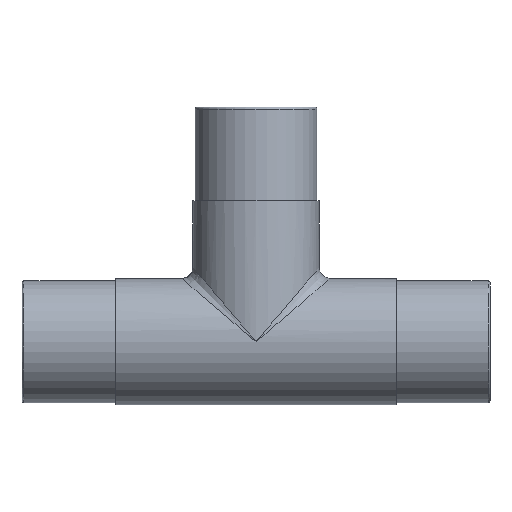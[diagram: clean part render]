
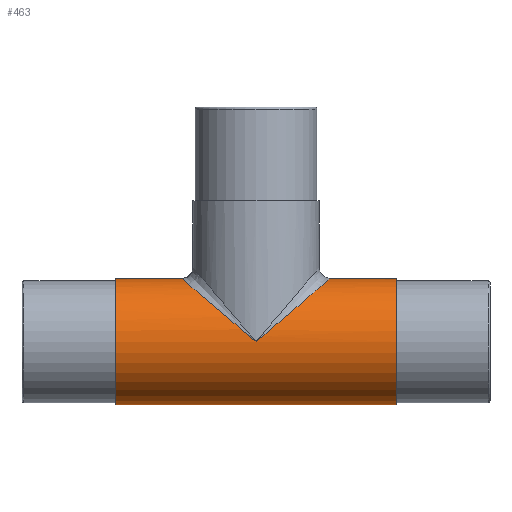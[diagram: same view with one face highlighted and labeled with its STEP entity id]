
A CAD part, front view. The second image highlights one B-rep face of the part: STEP entity #463.
In plain terms, the highlighted cylindrical face has radius 16.85 mm (diameter 33.7 mm), a partial arc.
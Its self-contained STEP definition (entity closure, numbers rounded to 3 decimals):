
#10 = EDGE_CURVE ( 'NONE', #1105, #1057, #162, .T. ) ;
#54 = AXIS2_PLACEMENT_3D ( 'NONE', #1051, #411, #840 ) ;
#89 = CARTESIAN_POINT ( 'NONE',  ( -37.5, 0., 16.85 ) ) ;
#115 = CARTESIAN_POINT ( 'NONE',  ( -37.5, 0., -16.85 ) ) ;
#142 = ORIENTED_EDGE ( 'NONE', *, *, #277, .T. ) ;
#144 = CARTESIAN_POINT ( 'NONE',  ( 0., -16.85, 0. ) ) ;
#162 = LINE ( 'NONE', #260, #251 ) ;
#183 = CYLINDRICAL_SURFACE ( 'NONE', #54, 16.85 ) ;
#186 = CARTESIAN_POINT ( 'NONE',  ( -11.628, -16.85, 9.871 ) ) ;
#251 = VECTOR ( 'NONE', #1036, 1000. ) ;
#260 = CARTESIAN_POINT ( 'NONE',  ( -37.5, 0., 16.85 ) ) ;
#267 = CARTESIAN_POINT ( 'NONE',  ( 0., -16.85, 0. ) ) ;
#273 = VERTEX_POINT ( 'NONE', #115 ) ;
#277 = EDGE_CURVE ( 'NONE', #1278, #705, #1204, .T. ) ;
#314 = EDGE_CURVE ( 'NONE', #273, #645, #821, .T. ) ;
#315 = DIRECTION ( 'NONE',  ( 1., 0., 0. ) ) ;
#326 = CARTESIAN_POINT ( 'NONE',  ( 19.85, 0., 16.85 ) ) ;
#344 = DIRECTION ( 'NONE',  ( 1., 0., 0. ) ) ;
#411 = DIRECTION ( 'NONE',  ( 1., 0., 0. ) ) ;
#421 = EDGE_CURVE ( 'NONE', #485, #645, #753, .T. ) ;
#463 = ADVANCED_FACE ( 'NONE', ( #1149 ), #183, .T. ) ;
#473 = ORIENTED_EDGE ( 'NONE', *, *, #314, .T. ) ;
#485 = VERTEX_POINT ( 'NONE', #1102 ) ;
#550 = CARTESIAN_POINT ( 'NONE',  ( 19.85, -9.871, 16.85 ) ) ;
#624 = CARTESIAN_POINT ( 'NONE',  ( -19.85, -9.871, 16.85 ) ) ;
#645 = VERTEX_POINT ( 'NONE', #1194 ) ;
#666 = LINE ( 'NONE', #988, #826 ) ;
#705 = VERTEX_POINT ( 'NONE', #144 ) ;
#711 = CARTESIAN_POINT ( 'NONE',  ( -37.5, 0., -16.85 ) ) ;
#714 = CIRCLE ( 'NONE', #1252, 16.85 ) ;
#739 = CARTESIAN_POINT ( 'NONE',  ( -37.5, 0., 0. ) ) ;
#742 = EDGE_LOOP ( 'NONE', ( #945, #1192, #473, #1041, #781, #142, #1308 ) ) ;
#753 = CIRCLE ( 'NONE', #999, 16.85 ) ;
#781 = ORIENTED_EDGE ( 'NONE', *, *, #946, .F. ) ;
#821 = LINE ( 'NONE', #711, #1219 ) ;
#826 = VECTOR ( 'NONE', #344, 1000. ) ;
#840 = DIRECTION ( 'NONE',  ( 0., 0., -1. ) ) ;
#935 = CARTESIAN_POINT ( 'NONE',  ( 0., -16.85, 0. ) ) ;
#941 = DIRECTION ( 'NONE',  ( 0., 0., -1. ) ) ;
#945 = ORIENTED_EDGE ( 'NONE', *, *, #10, .F. ) ;
#946 = EDGE_CURVE ( 'NONE', #1278, #485, #666, .T. ) ;
#960 = CARTESIAN_POINT ( 'NONE',  ( -19.85, 0., 16.85 ) ) ;
#969 =( BOUNDED_CURVE ( )  B_SPLINE_CURVE ( 3, ( #935, #186, #624, #1052 ),
 .UNSPECIFIED., .F., .T. ) 
 B_SPLINE_CURVE_WITH_KNOTS ( ( 4, 4 ),
 ( 4.712, 6.283 ),
 .UNSPECIFIED. ) 
 CURVE ( )  GEOMETRIC_REPRESENTATION_ITEM ( )  RATIONAL_B_SPLINE_CURVE ( ( 1., 0.805, 0.805, 1. ) ) 
 REPRESENTATION_ITEM ( '' )  );
#980 = CARTESIAN_POINT ( 'NONE',  ( 19.85, 0., 16.85 ) ) ;
#988 = CARTESIAN_POINT ( 'NONE',  ( -37.5, 0., 16.85 ) ) ;
#999 = AXIS2_PLACEMENT_3D ( 'NONE', #1257, #1138, #1145 ) ;
#1036 = DIRECTION ( 'NONE',  ( 1., 0., 0. ) ) ;
#1041 = ORIENTED_EDGE ( 'NONE', *, *, #421, .F. ) ;
#1051 = CARTESIAN_POINT ( 'NONE',  ( -37.5, 0., 0. ) ) ;
#1052 = CARTESIAN_POINT ( 'NONE',  ( -19.85, 0., 16.85 ) ) ;
#1057 = VERTEX_POINT ( 'NONE', #960 ) ;
#1089 = EDGE_CURVE ( 'NONE', #705, #1057, #969, .T. ) ;
#1102 = CARTESIAN_POINT ( 'NONE',  ( 37.5, 0., 16.85 ) ) ;
#1105 = VERTEX_POINT ( 'NONE', #89 ) ;
#1123 = CARTESIAN_POINT ( 'NONE',  ( 11.628, -16.85, 9.871 ) ) ;
#1138 = DIRECTION ( 'NONE',  ( 1., 0., 0. ) ) ;
#1145 = DIRECTION ( 'NONE',  ( 0., 0., -1. ) ) ;
#1149 = FACE_OUTER_BOUND ( 'NONE', #742, .T. ) ;
#1192 = ORIENTED_EDGE ( 'NONE', *, *, #1264, .T. ) ;
#1194 = CARTESIAN_POINT ( 'NONE',  ( 37.5, 0., -16.85 ) ) ;
#1204 =( BOUNDED_CURVE ( )  B_SPLINE_CURVE ( 3, ( #326, #550, #1123, #267 ),
 .UNSPECIFIED., .F., .T. ) 
 B_SPLINE_CURVE_WITH_KNOTS ( ( 4, 4 ),
 ( 0., 1.571 ),
 .UNSPECIFIED. ) 
 CURVE ( )  GEOMETRIC_REPRESENTATION_ITEM ( )  RATIONAL_B_SPLINE_CURVE ( ( 1., 0.805, 0.805, 1. ) ) 
 REPRESENTATION_ITEM ( '' )  );
#1219 = VECTOR ( 'NONE', #1233, 1000. ) ;
#1233 = DIRECTION ( 'NONE',  ( 1., 0., 0. ) ) ;
#1252 = AXIS2_PLACEMENT_3D ( 'NONE', #739, #315, #941 ) ;
#1257 = CARTESIAN_POINT ( 'NONE',  ( 37.5, 0., 0. ) ) ;
#1264 = EDGE_CURVE ( 'NONE', #1105, #273, #714, .T. ) ;
#1278 = VERTEX_POINT ( 'NONE', #980 ) ;
#1308 = ORIENTED_EDGE ( 'NONE', *, *, #1089, .T. ) ;
